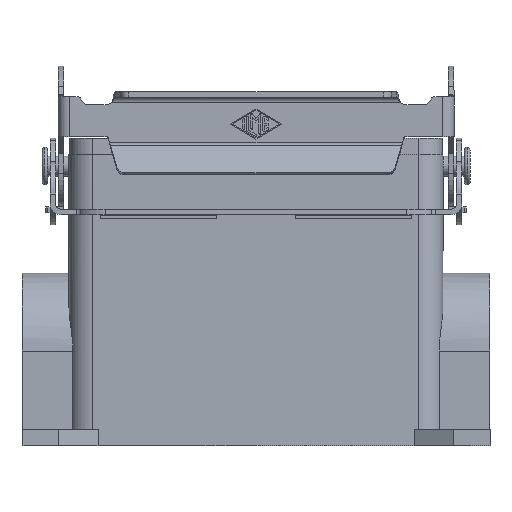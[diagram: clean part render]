
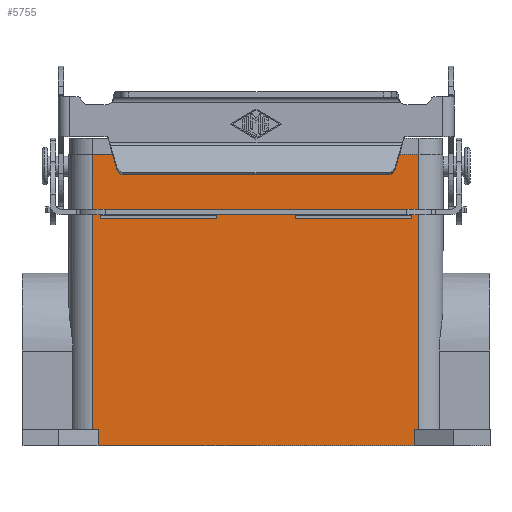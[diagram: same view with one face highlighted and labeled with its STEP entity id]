
A CAD part, front view. The second image highlights one B-rep face of the part: STEP entity #5755.
In plain terms, the highlighted planar face has unit normal (0, -1, 0).
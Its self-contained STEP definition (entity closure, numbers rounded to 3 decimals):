
#2327=CARTESIAN_POINT('',(39.5,-22.25,-70.0));
#2328=VERTEX_POINT('',#2327);
#2335=CARTESIAN_POINT('',(-39.5,-22.25,-70.0));
#2336=VERTEX_POINT('',#2335);
#2337=CARTESIAN_POINT('',(39.5,-22.25,-70.0));
#2338=DIRECTION('',(-1.0,0.0,0.0));
#2339=VECTOR('',#2338,79.0);
#2340=LINE('',#2337,#2339);
#2341=EDGE_CURVE('',#2328,#2336,#2340,.T.);
#2480=CARTESIAN_POINT('',(-39.5,-22.25,-66.0));
#2481=VERTEX_POINT('',#2480);
#2488=CARTESIAN_POINT('',(-40.75,-22.25,-66.0));
#2489=VERTEX_POINT('',#2488);
#2490=CARTESIAN_POINT('',(-39.5,-22.25,-66.0));
#2491=DIRECTION('',(-1.0,0.0,0.0));
#2492=VECTOR('',#2491,1.25);
#2493=LINE('',#2490,#2492);
#2494=EDGE_CURVE('',#2481,#2489,#2493,.T.);
#2661=CARTESIAN_POINT('',(40.75,-22.25,3.));
#2662=VERTEX_POINT('',#2661);
#2670=CARTESIAN_POINT('',(40.75,-22.25,-66.0));
#2671=VERTEX_POINT('',#2670);
#2672=CARTESIAN_POINT('',(40.75,-22.25,-66.0));
#2673=DIRECTION('',(0.0,0.0,1.0));
#2674=VECTOR('',#2673,69.0);
#2675=LINE('',#2672,#2674);
#2676=EDGE_CURVE('',#2671,#2662,#2675,.T.);
#5465=CARTESIAN_POINT('',(-40.75,-22.25,3.));
#5466=VERTEX_POINT('',#5465);
#5467=CARTESIAN_POINT('',(-40.75,-22.25,-66.0));
#5468=DIRECTION('',(0.0,0.0,1.0));
#5469=VECTOR('',#5468,69.0);
#5470=LINE('',#5467,#5469);
#5471=EDGE_CURVE('',#2489,#5466,#5470,.T.);
#5499=CARTESIAN_POINT('',(40.75,-22.25,3.));
#5500=DIRECTION('',(-1.0,0.0,0.0));
#5501=VECTOR('',#5500,81.5);
#5502=LINE('',#5499,#5501);
#5503=EDGE_CURVE('',#2662,#5466,#5502,.T.);
#5528=CARTESIAN_POINT('',(39.5,-22.25,-66.0));
#5529=VERTEX_POINT('',#5528);
#5530=CARTESIAN_POINT('',(40.75,-22.25,-66.0));
#5531=DIRECTION('',(-1.0,0.0,0.0));
#5532=VECTOR('',#5531,1.25);
#5533=LINE('',#5530,#5532);
#5534=EDGE_CURVE('',#2671,#5529,#5533,.T.);
#5724=CARTESIAN_POINT('',(39.5,-22.25,-70.0));
#5725=DIRECTION('',(0.0,0.0,1.0));
#5726=VECTOR('',#5725,4.0);
#5727=LINE('',#5724,#5726);
#5728=EDGE_CURVE('',#2328,#5529,#5727,.T.);
#5735=CARTESIAN_POINT('',(39.5,-22.25,-70.0));
#5736=DIRECTION('',(0.0,-1.0,0.0));
#5737=DIRECTION('',(0.0,0.0,-1.0));
#5738=AXIS2_PLACEMENT_3D('',#5735,#5736,#5737);
#5739=PLANE('',#5738);
#5740=CARTESIAN_POINT('',(-39.5,-22.25,-70.0));
#5741=DIRECTION('',(0.0,0.0,1.0));
#5742=VECTOR('',#5741,4.0);
#5743=LINE('',#5740,#5742);
#5744=EDGE_CURVE('',#2336,#2481,#5743,.T.);
#5745=ORIENTED_EDGE('',*,*,#5744,.F.);
#5746=ORIENTED_EDGE('',*,*,#2341,.F.);
#5747=ORIENTED_EDGE('',*,*,#5728,.T.);
#5748=ORIENTED_EDGE('',*,*,#5534,.F.);
#5749=ORIENTED_EDGE('',*,*,#2676,.T.);
#5750=ORIENTED_EDGE('',*,*,#5503,.T.);
#5751=ORIENTED_EDGE('',*,*,#5471,.F.);
#5752=ORIENTED_EDGE('',*,*,#2494,.F.);
#5753=EDGE_LOOP('',(#5745,#5746,#5747,#5748,#5749,#5750,#5751,#5752));
#5754=FACE_OUTER_BOUND('',#5753,.T.);
#5755=ADVANCED_FACE('',(#5754),#5739,.T.);
